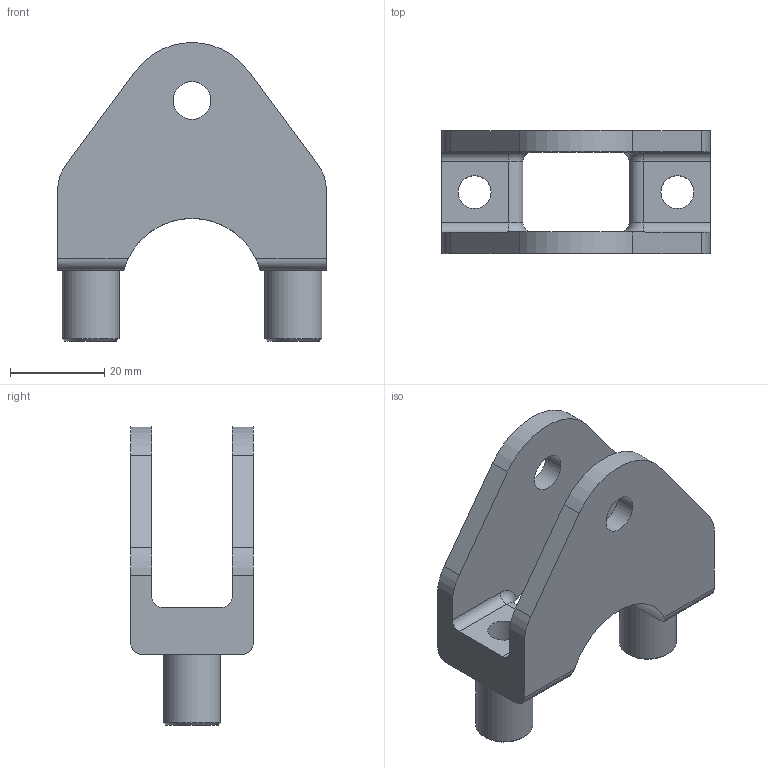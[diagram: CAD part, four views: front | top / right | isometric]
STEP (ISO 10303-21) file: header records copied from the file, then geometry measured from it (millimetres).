
FILE_DESCRIPTION(/* description */ (''),/* implementation_level */ '2;1');
FILE_NAME(/* name */ 'UA-07_ElbowHinge.step',/* time_stamp */ '2026-02-13T13:53:45+01:00',/* author */ (''),/* organization */ (''),/* preprocessor_version */ 'ST-DEVELOPER v20.1',/* originating_system */ 'Autodesk Translation Framework v14.24.0.0',/* authorisation */ '');
FILE_SCHEMA (('AUTOMOTIVE_DESIGN { 1 0 10303 214 3 1 1 }'));
Length unit declared in the file: millimetre
Products named in the file (1): UA-07_ElbowHinge
Bounding box: 57 x 26 x 63.2 mm (x, y, z)
Volume: 23615.7 mm3; surface area: 12376.1 mm2
Topology: 1 solids, 1 shells, 45 faces, 120 edges, 78 vertices
Faces by surface type: cylinder 23, plane 16, torus 4, cone 2
Full cylindrical faces by diameter (mm): 7 x2, 8 x2, 12.1 x2
Entity records: 1532 total; most frequent: CARTESIAN_POINT 316, DIRECTION 254, ORIENTED_EDGE 240, EDGE_CURVE 120, AXIS2_PLACEMENT_3D 96, VERTEX_POINT 78, LINE 62, VECTOR 62
